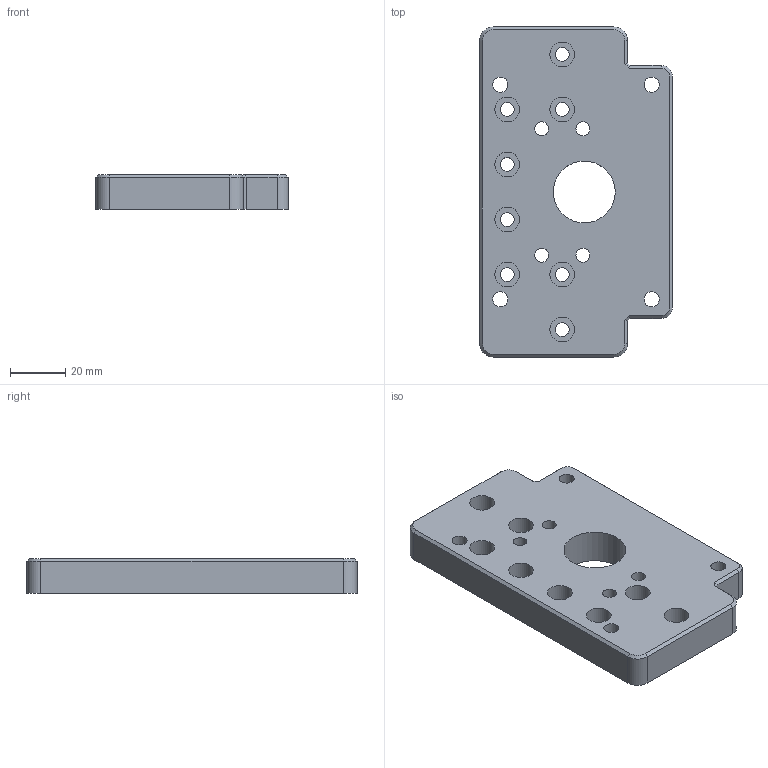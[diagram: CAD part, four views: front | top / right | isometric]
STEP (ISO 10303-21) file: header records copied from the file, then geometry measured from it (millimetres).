
FILE_DESCRIPTION(/* description */ (''),/* implementation_level */ '2;1');
FILE_NAME(/* name */ 'Linear Assembly C-Beam End Cap.step',/* time_stamp */ '2023-01-03T22:42:30-05:00',/* author */ (''),/* organization */ (''),/* preprocessor_version */ 'ST-DEVELOPER v19.2',/* originating_system */ 'Autodesk Translation Framework v11.17.0.187',/* authorisation */ '');
FILE_SCHEMA (('AUTOMOTIVE_DESIGN { 1 0 10303 214 3 1 1 }'));
Length unit declared in the file: millimetre
Products named in the file (1): Linear Assembly
Bounding box: 70 x 120 x 12.7 mm (x, y, z)
Volume: 86120.1 mm3; surface area: 24501.5 mm2
Topology: 1 solids, 1 shells, 123 faces, 299 edges, 194 vertices
Faces by surface type: plane 86, cylinder 31, cone 6
Full cylindrical faces by diameter (mm): 5.035 x12, 5.5 x4, 9 x8, 22.5 x1
Entity records: 3691 total; most frequent: CARTESIAN_POINT 617, DIRECTION 615, ORIENTED_EDGE 598, EDGE_CURVE 299, LINE 231, VECTOR 231, VERTEX_POINT 194, AXIS2_PLACEMENT_3D 192
